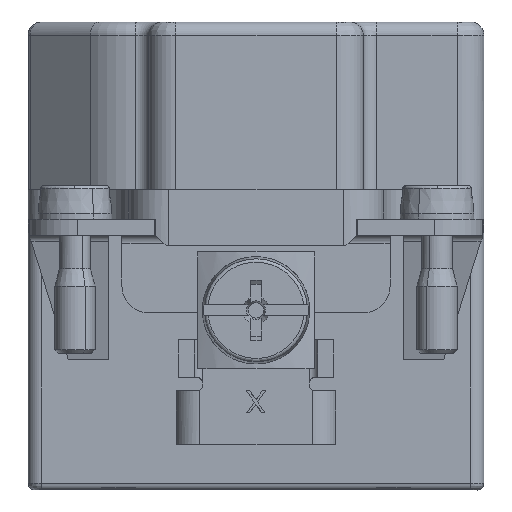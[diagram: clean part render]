
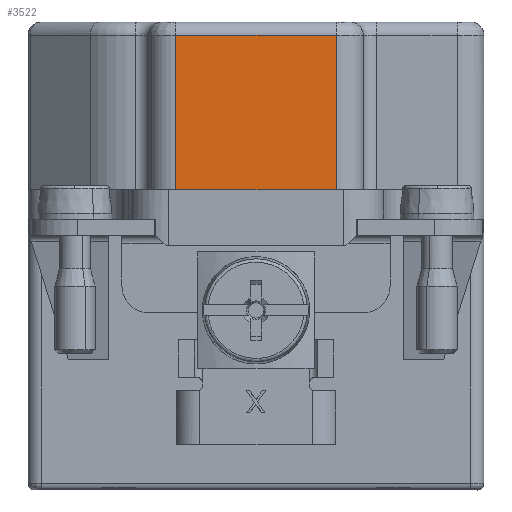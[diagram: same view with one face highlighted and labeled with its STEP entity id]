
A CAD part, left-side view. The second image highlights one B-rep face of the part: STEP entity #3522.
In plain terms, the highlighted planar face has unit normal (-1, 0, 0).
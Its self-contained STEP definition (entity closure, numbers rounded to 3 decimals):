
#2618=FACE_OUTER_BOUND('',#5779,.T.);
#3522=ADVANCED_FACE('',(#2618),#4392,.T.);
#4392=PLANE('',#19511);
#5779=EDGE_LOOP('',(#7982,#7983,#7984,#7985));
#7982=ORIENTED_EDGE('',*,*,#14480,.T.);
#7983=ORIENTED_EDGE('',*,*,#14479,.F.);
#7984=ORIENTED_EDGE('',*,*,#14453,.F.);
#7985=ORIENTED_EDGE('',*,*,#14481,.F.);
#12507=VERTEX_POINT('',#27403);
#12508=VERTEX_POINT('',#27404);
#12524=VERTEX_POINT('',#27451);
#12525=VERTEX_POINT('',#27455);
#14453=EDGE_CURVE('',#12507,#12508,#16807,.T.);
#14479=EDGE_CURVE('',#12508,#12524,#16822,.T.);
#14480=EDGE_CURVE('',#12525,#12524,#16823,.T.);
#14481=EDGE_CURVE('',#12525,#12507,#16824,.T.);
#16807=LINE('',#27402,#18245);
#16822=LINE('',#27452,#18260);
#16823=LINE('',#27454,#18261);
#16824=LINE('',#27456,#18262);
#18245=VECTOR('',#21921,1.);
#18260=VECTOR('',#21970,1.);
#18261=VECTOR('',#21973,1.);
#18262=VECTOR('',#21974,1.);
#19511=AXIS2_PLACEMENT_3D('',#27457,#21975,#21976);
#21921=DIRECTION('',(0.,1.,0.));
#21970=DIRECTION('',(0.,0.,1.));
#21973=DIRECTION('',(0.,1.,0.));
#21974=DIRECTION('',(0.,0.,-1.));
#21975=DIRECTION('',(-1.,0.,0.));
#21976=DIRECTION('',(0.,-1.,0.));
#27402=CARTESIAN_POINT('',(-42.136,-6.,-11.157));
#27403=CARTESIAN_POINT('',(-42.136,-6.,-11.157));
#27404=CARTESIAN_POINT('',(-42.136,6.,-11.157));
#27451=CARTESIAN_POINT('',(-42.136,6.,0.343));
#27452=CARTESIAN_POINT('',(-42.136,6.,-11.157));
#27454=CARTESIAN_POINT('',(-42.136,-6.,0.343));
#27455=CARTESIAN_POINT('',(-42.136,-6.,0.343));
#27456=CARTESIAN_POINT('',(-42.136,-6.,0.343));
#27457=CARTESIAN_POINT('',(-42.136,6.,-11.157));
